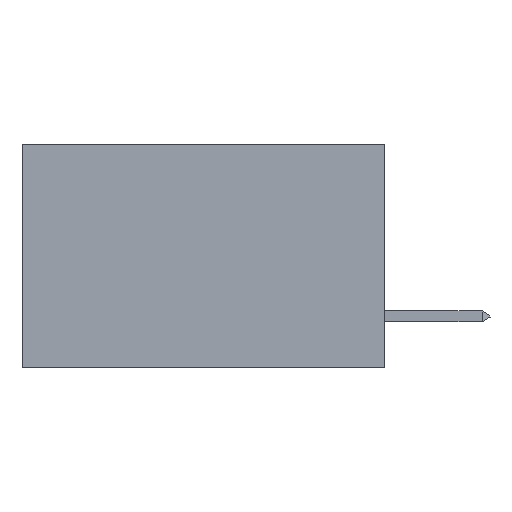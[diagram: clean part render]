
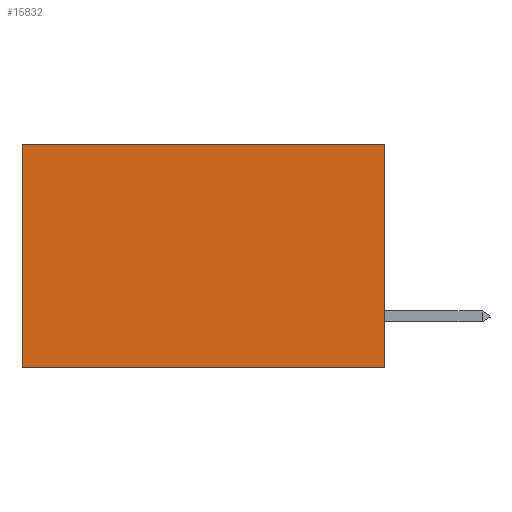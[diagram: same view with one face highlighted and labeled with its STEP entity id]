
A CAD part, left-side view. The second image highlights one B-rep face of the part: STEP entity #15832.
In plain terms, the highlighted planar face has unit normal (-1, 0, 0).
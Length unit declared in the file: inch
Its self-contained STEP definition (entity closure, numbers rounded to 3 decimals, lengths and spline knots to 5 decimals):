
#183 = DIRECTION ( 'NONE',  ( 0., 0., -1. ) ) ;
#261 = CARTESIAN_POINT ( 'NONE',  ( 0.2875, 0.6, 0. ) ) ;
#381 = ORIENTED_EDGE ( 'NONE', *, *, #12288, .T. ) ;
#418 = VERTEX_POINT ( 'NONE', #4356 ) ;
#980 = ORIENTED_EDGE ( 'NONE', *, *, #6146, .T. ) ;
#2206 = CARTESIAN_POINT ( 'NONE',  ( 0.2875, 0., -0.37 ) ) ;
#2358 = LINE ( 'NONE', #261, #5710 ) ;
#3580 = ORIENTED_EDGE ( 'NONE', *, *, #9087, .F. ) ;
#3700 = CARTESIAN_POINT ( 'NONE',  ( 0.2875, 0.6, 0. ) ) ;
#4065 = ORIENTED_EDGE ( 'NONE', *, *, #13016, .F. ) ;
#4356 = CARTESIAN_POINT ( 'NONE',  ( 0.2875, 0.6, -0.37 ) ) ;
#5463 = DIRECTION ( 'NONE',  ( 0., 0., -1. ) ) ;
#5710 = VECTOR ( 'NONE', #183, 39.37008 ) ;
#6146 = EDGE_CURVE ( 'NONE', #11822, #418, #2358, .T. ) ;
#6293 = CARTESIAN_POINT ( 'NONE',  ( 0.2875, 0., 0. ) ) ;
#6900 = DIRECTION ( 'NONE',  ( 0., 1., 0. ) ) ;
#8197 = VERTEX_POINT ( 'NONE', #9198 ) ;
#8243 = CARTESIAN_POINT ( 'NONE',  ( 0.2875, 0., 0. ) ) ;
#8554 = VECTOR ( 'NONE', #6900, 39.37008 ) ;
#9087 = EDGE_CURVE ( 'NONE', #11793, #418, #13135, .T. ) ;
#9198 = CARTESIAN_POINT ( 'NONE',  ( 0.2875, 0., 0. ) ) ;
#9203 = AXIS2_PLACEMENT_3D ( 'NONE', #8243, #13835, #5463 ) ;
#9774 = EDGE_LOOP ( 'NONE', ( #980, #3580, #4065, #381 ) ) ;
#9938 = LINE ( 'NONE', #6293, #16674 ) ;
#11793 = VERTEX_POINT ( 'NONE', #2206 ) ;
#11822 = VERTEX_POINT ( 'NONE', #3700 ) ;
#12288 = EDGE_CURVE ( 'NONE', #8197, #11822, #17693, .T. ) ;
#12464 = PLANE ( 'NONE',  #9203 ) ;
#13016 = EDGE_CURVE ( 'NONE', #8197, #11793, #9938, .T. ) ;
#13045 = DIRECTION ( 'NONE',  ( 0., 1., 0. ) ) ;
#13135 = LINE ( 'NONE', #17710, #8554 ) ;
#13835 = DIRECTION ( 'NONE',  ( 1., 0., 0. ) ) ;
#14301 = VECTOR ( 'NONE', #13045, 39.37008 ) ;
#14591 = DIRECTION ( 'NONE',  ( 0., 0., -1. ) ) ;
#15218 = FACE_OUTER_BOUND ( 'NONE', #9774, .T. ) ;
#15635 = CARTESIAN_POINT ( 'NONE',  ( 0.2875, 0., 0. ) ) ;
#15832 = ADVANCED_FACE ( 'NONE', ( #15218 ), #12464, .F. ) ;
#16674 = VECTOR ( 'NONE', #14591, 39.37008 ) ;
#17693 = LINE ( 'NONE', #15635, #14301 ) ;
#17710 = CARTESIAN_POINT ( 'NONE',  ( 0.2875, 0., -0.37 ) ) ;
